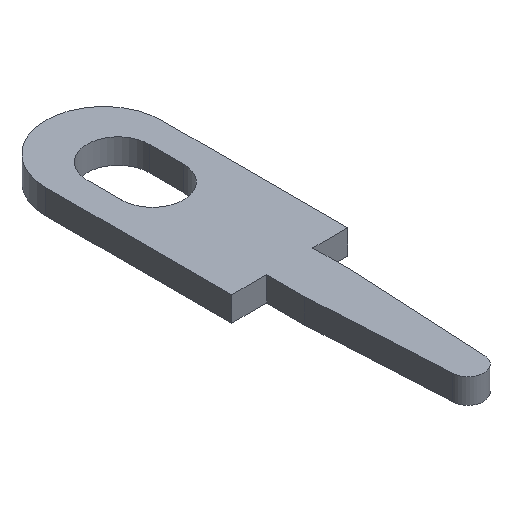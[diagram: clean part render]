
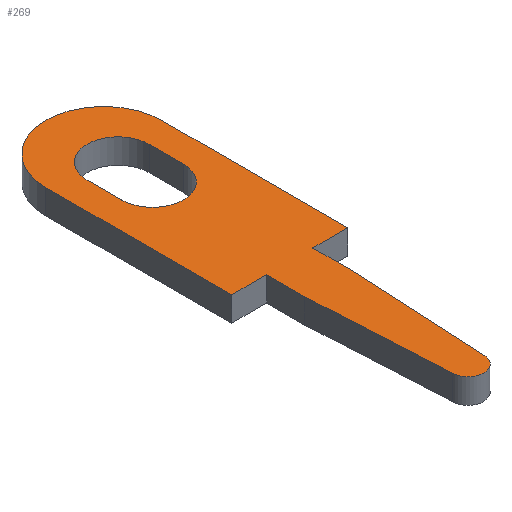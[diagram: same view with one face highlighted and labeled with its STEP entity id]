
A CAD part, isometric view. The second image highlights one B-rep face of the part: STEP entity #269.
In plain terms, the highlighted planar face has unit normal (0, 0, 1).
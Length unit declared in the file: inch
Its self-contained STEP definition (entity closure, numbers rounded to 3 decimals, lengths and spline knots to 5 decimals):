
#17 = DIRECTION ( 'NONE',  ( 0.053, 0.999, 0. ) ) ;
#19 = VECTOR ( 'NONE', #17, 39.37008 ) ;
#21 = CARTESIAN_POINT ( 'NONE',  ( 0.0235, 0.158, 0.025 ) ) ;
#22 = LINE ( 'NONE', #21, #19 ) ;
#23 = FACE_OUTER_BOUND ( 'NONE', #270, .T. ) ;
#26 = DIRECTION ( 'NONE',  ( 1., 0., 0. ) ) ;
#27 = DIRECTION ( 'NONE',  ( 0., 0., 1. ) ) ;
#28 = AXIS2_PLACEMENT_3D ( 'NONE', #38, #37, #36 ) ;
#31 = CARTESIAN_POINT ( 'NONE',  ( -0.0235, 0.158, 0.025 ) ) ;
#32 = DIRECTION ( 'NONE',  ( 0., -1., 0. ) ) ;
#33 = VECTOR ( 'NONE', #32, 39.37008 ) ;
#34 = CARTESIAN_POINT ( 'NONE',  ( -0.0235, 0.197, 0.025 ) ) ;
#35 = LINE ( 'NONE', #34, #33 ) ;
#36 = DIRECTION ( 'NONE',  ( 1., 0., 0. ) ) ;
#37 = DIRECTION ( 'NONE',  ( 0., 0., 1. ) ) ;
#38 = CARTESIAN_POINT ( 'NONE',  ( 0., 0.3715, 0.025 ) ) ;
#39 = CIRCLE ( 'NONE', #61, 0.016 ) ;
#40 = CARTESIAN_POINT ( 'NONE',  ( 0.016, 0.016, 0.025 ) ) ;
#43 = DIRECTION ( 'NONE',  ( 0.053, -0.999, 0. ) ) ;
#44 = VECTOR ( 'NONE', #43, 39.37008 ) ;
#45 = CARTESIAN_POINT ( 'NONE',  ( -0.0235, 0.158, 0.025 ) ) ;
#46 = DIRECTION ( 'NONE',  ( 1., 0., 0. ) ) ;
#47 = DIRECTION ( 'NONE',  ( 0., 0., 1. ) ) ;
#48 = CARTESIAN_POINT ( 'NONE',  ( 0., 0.386, 0.025 ) ) ;
#49 = AXIS2_PLACEMENT_3D ( 'NONE', #48, #47, #46 ) ;
#50 = LINE ( 'NONE', #45, #44 ) ;
#51 = PLANE ( 'NONE',  #49 ) ;
#52 = FACE_BOUND ( 'NONE', #251, .T. ) ;
#55 = DIRECTION ( 'NONE',  ( 1., 0., 0. ) ) ;
#56 = DIRECTION ( 'NONE',  ( 0., 0., 1. ) ) ;
#57 = CARTESIAN_POINT ( 'NONE',  ( 0., 0.386, 0.025 ) ) ;
#58 = AXIS2_PLACEMENT_3D ( 'NONE', #57, #56, #55 ) ;
#59 = CIRCLE ( 'NONE', #58, 0.059 ) ;
#60 = CARTESIAN_POINT ( 'NONE',  ( -0.059, 0.386, 0.025 ) ) ;
#61 = AXIS2_PLACEMENT_3D ( 'NONE', #64, #27, #26 ) ;
#62 = CARTESIAN_POINT ( 'NONE',  ( 0.0315, 0.3715, 0.025 ) ) ;
#63 = LINE ( 'NONE', #62, #109 ) ;
#64 = CARTESIAN_POINT ( 'NONE',  ( 0., 0.016, 0.025 ) ) ;
#65 = CARTESIAN_POINT ( 'NONE',  ( 0.059, 0.386, 0.025 ) ) ;
#66 = CARTESIAN_POINT ( 'NONE',  ( -0.016, 0.016, 0.025 ) ) ;
#67 = DIRECTION ( 'NONE',  ( 1., 0., 0. ) ) ;
#68 = VECTOR ( 'NONE', #67, 39.37008 ) ;
#69 = CARTESIAN_POINT ( 'NONE',  ( -0.059, 0.197, 0.025 ) ) ;
#70 = LINE ( 'NONE', #69, #68 ) ;
#85 = CIRCLE ( 'NONE', #28, 0.0315 ) ;
#86 = CARTESIAN_POINT ( 'NONE',  ( 0.0315, 0.3715, 0.025 ) ) ;
#98 = CARTESIAN_POINT ( 'NONE',  ( -0.0235, 0.197, 0.025 ) ) ;
#102 = CARTESIAN_POINT ( 'NONE',  ( -0.059, 0.197, 0.025 ) ) ;
#103 = DIRECTION ( 'NONE',  ( 0., -1., 0. ) ) ;
#104 = VECTOR ( 'NONE', #103, 39.37008 ) ;
#105 = CARTESIAN_POINT ( 'NONE',  ( -0.059, 0.386, 0.025 ) ) ;
#106 = LINE ( 'NONE', #105, #104 ) ;
#107 = CARTESIAN_POINT ( 'NONE',  ( 0.0315, 0.3365, 0.025 ) ) ;
#108 = DIRECTION ( 'NONE',  ( 0., 1., 0. ) ) ;
#109 = VECTOR ( 'NONE', #108, 39.37008 ) ;
#240 = EDGE_CURVE ( 'NONE', #255, #263, #317, .T. ) ;
#242 = VERTEX_POINT ( 'NONE', #309 ) ;
#243 = ORIENTED_EDGE ( 'NONE', *, *, #244, .T. ) ;
#244 = EDGE_CURVE ( 'NONE', #242, #245, #308, .T. ) ;
#245 = VERTEX_POINT ( 'NONE', #304 ) ;
#246 = ORIENTED_EDGE ( 'NONE', *, *, #247, .T. ) ;
#247 = EDGE_CURVE ( 'NONE', #245, #248, #303, .T. ) ;
#248 = VERTEX_POINT ( 'NONE', #299 ) ;
#249 = ORIENTED_EDGE ( 'NONE', *, *, #250, .T. ) ;
#250 = EDGE_CURVE ( 'NONE', #248, #279, #298, .T. ) ;
#251 = EDGE_LOOP ( 'NONE', ( #252, #265, #261, #264 ) ) ;
#252 = ORIENTED_EDGE ( 'NONE', *, *, #253, .F. ) ;
#253 = EDGE_CURVE ( 'NONE', #254, #255, #294, .T. ) ;
#254 = VERTEX_POINT ( 'NONE', #290 ) ;
#255 = VERTEX_POINT ( 'NONE', #289 ) ;
#256 = ORIENTED_EDGE ( 'NONE', *, *, #257, .T. ) ;
#257 = EDGE_CURVE ( 'NONE', #260, #242, #22, .T. ) ;
#258 = ORIENTED_EDGE ( 'NONE', *, *, #259, .T. ) ;
#259 = EDGE_CURVE ( 'NONE', #278, #260, #39, .T. ) ;
#260 = VERTEX_POINT ( 'NONE', #40 ) ;
#261 = ORIENTED_EDGE ( 'NONE', *, *, #262, .F. ) ;
#262 = EDGE_CURVE ( 'NONE', #263, #267, #63, .T. ) ;
#263 = VERTEX_POINT ( 'NONE', #107 ) ;
#264 = ORIENTED_EDGE ( 'NONE', *, *, #240, .F. ) ;
#265 = ORIENTED_EDGE ( 'NONE', *, *, #266, .F. ) ;
#266 = EDGE_CURVE ( 'NONE', #267, #254, #85, .T. ) ;
#267 = VERTEX_POINT ( 'NONE', #86 ) ;
#269 = ADVANCED_FACE ( 'NONE', ( #23, #52 ), #51, .T. ) ;
#270 = EDGE_LOOP ( 'NONE', ( #271, #281, #280, #274, #273, #258, #256, #243, #246, #249 ) ) ;
#271 = ORIENTED_EDGE ( 'NONE', *, *, #285, .T. ) ;
#272 = EDGE_CURVE ( 'NONE', #276, #278, #50, .T. ) ;
#273 = ORIENTED_EDGE ( 'NONE', *, *, #272, .T. ) ;
#274 = ORIENTED_EDGE ( 'NONE', *, *, #275, .T. ) ;
#275 = EDGE_CURVE ( 'NONE', #288, #276, #35, .T. ) ;
#276 = VERTEX_POINT ( 'NONE', #31 ) ;
#277 = EDGE_CURVE ( 'NONE', #283, #288, #70, .T. ) ;
#278 = VERTEX_POINT ( 'NONE', #66 ) ;
#279 = VERTEX_POINT ( 'NONE', #65 ) ;
#280 = ORIENTED_EDGE ( 'NONE', *, *, #277, .T. ) ;
#281 = ORIENTED_EDGE ( 'NONE', *, *, #282, .T. ) ;
#282 = EDGE_CURVE ( 'NONE', #284, #283, #106, .T. ) ;
#283 = VERTEX_POINT ( 'NONE', #102 ) ;
#284 = VERTEX_POINT ( 'NONE', #60 ) ;
#285 = EDGE_CURVE ( 'NONE', #279, #284, #59, .T. ) ;
#288 = VERTEX_POINT ( 'NONE', #98 ) ;
#289 = CARTESIAN_POINT ( 'NONE',  ( -0.0315, 0.3365, 0.025 ) ) ;
#290 = CARTESIAN_POINT ( 'NONE',  ( -0.0315, 0.3715, 0.025 ) ) ;
#291 = DIRECTION ( 'NONE',  ( 0., -1., 0. ) ) ;
#292 = VECTOR ( 'NONE', #291, 39.37008 ) ;
#293 = CARTESIAN_POINT ( 'NONE',  ( -0.0315, 0.3715, 0.025 ) ) ;
#294 = LINE ( 'NONE', #293, #292 ) ;
#295 = DIRECTION ( 'NONE',  ( 0., 1., 0. ) ) ;
#296 = VECTOR ( 'NONE', #295, 39.37008 ) ;
#297 = CARTESIAN_POINT ( 'NONE',  ( 0.059, 0.386, 0.025 ) ) ;
#298 = LINE ( 'NONE', #297, #296 ) ;
#299 = CARTESIAN_POINT ( 'NONE',  ( 0.059, 0.197, 0.025 ) ) ;
#300 = DIRECTION ( 'NONE',  ( 1., 0., 0. ) ) ;
#301 = VECTOR ( 'NONE', #300, 39.37008 ) ;
#302 = CARTESIAN_POINT ( 'NONE',  ( 0.059, 0.197, 0.025 ) ) ;
#303 = LINE ( 'NONE', #302, #301 ) ;
#304 = CARTESIAN_POINT ( 'NONE',  ( 0.0235, 0.197, 0.025 ) ) ;
#305 = DIRECTION ( 'NONE',  ( 0., 1., 0. ) ) ;
#306 = VECTOR ( 'NONE', #305, 39.37008 ) ;
#307 = CARTESIAN_POINT ( 'NONE',  ( 0.0235, 0.197, 0.025 ) ) ;
#308 = LINE ( 'NONE', #307, #306 ) ;
#309 = CARTESIAN_POINT ( 'NONE',  ( 0.0235, 0.158, 0.025 ) ) ;
#314 = DIRECTION ( 'NONE',  ( 1., 0., 0. ) ) ;
#315 = DIRECTION ( 'NONE',  ( 0., 0., 1. ) ) ;
#316 = AXIS2_PLACEMENT_3D ( 'NONE', #322, #315, #314 ) ;
#317 = CIRCLE ( 'NONE', #316, 0.0315 ) ;
#322 = CARTESIAN_POINT ( 'NONE',  ( 0., 0.3365, 0.025 ) ) ;
